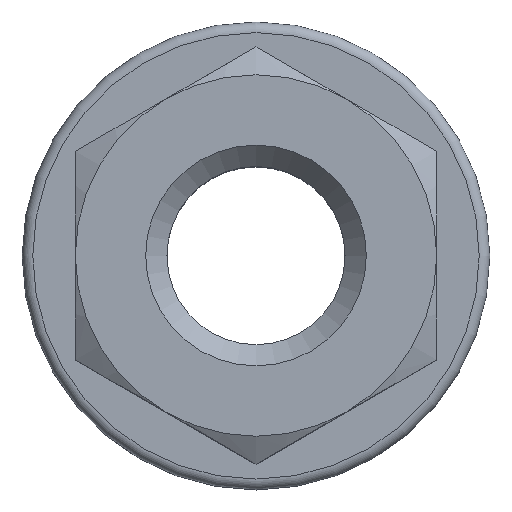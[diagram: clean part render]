
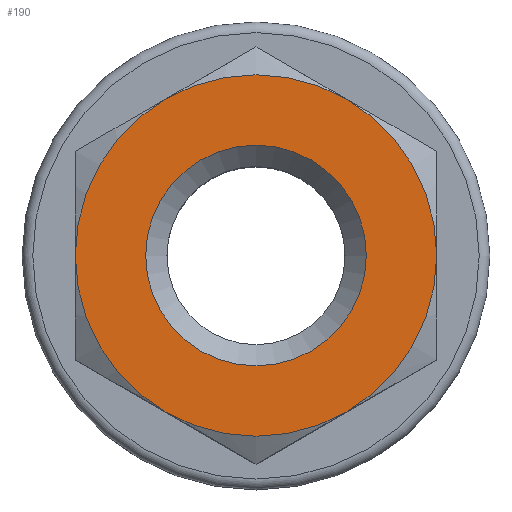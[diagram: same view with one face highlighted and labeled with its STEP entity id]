
A CAD part, top view. The second image highlights one B-rep face of the part: STEP entity #190.
In plain terms, the highlighted planar face has unit normal (0, 0, 1).
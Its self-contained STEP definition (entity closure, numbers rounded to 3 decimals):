
#190 = ADVANCED_FACE( '', ( #253, #254 ), #255, .T. );
#253 = FACE_BOUND( '', #334, .T. );
#254 = FACE_OUTER_BOUND( '', #335, .T. );
#255 = PLANE( '', #336 );
#334 = EDGE_LOOP( '', ( #459 ) );
#335 = EDGE_LOOP( '', ( #460, #461, #462, #463, #464, #465 ) );
#336 = AXIS2_PLACEMENT_3D( '', #466, #467, #468 );
#459 = ORIENTED_EDGE( '', *, *, #582, .T. );
#460 = ORIENTED_EDGE( '', *, *, #583, .T. );
#461 = ORIENTED_EDGE( '', *, *, #571, .T. );
#462 = ORIENTED_EDGE( '', *, *, #584, .T. );
#463 = ORIENTED_EDGE( '', *, *, #585, .T. );
#464 = ORIENTED_EDGE( '', *, *, #586, .T. );
#465 = ORIENTED_EDGE( '', *, *, #587, .T. );
#466 = CARTESIAN_POINT( '', ( 0., -9.815, 13. ) );
#467 = DIRECTION( '', ( 0., 0., 1. ) );
#468 = DIRECTION( '', ( 1., 0., 0. ) );
#571 = EDGE_CURVE( '', #631, #633, #635, .T. );
#582 = EDGE_CURVE( '', #654, #654, #655, .F. );
#583 = EDGE_CURVE( '', #656, #631, #657, .T. );
#584 = EDGE_CURVE( '', #633, #658, #659, .T. );
#585 = EDGE_CURVE( '', #658, #660, #661, .T. );
#586 = EDGE_CURVE( '', #660, #662, #663, .T. );
#587 = EDGE_CURVE( '', #662, #656, #664, .T. );
#631 = VERTEX_POINT( '', #715 );
#633 = VERTEX_POINT( '', #722 );
#635 = CIRCLE( '', #731, 8.5 );
#654 = VERTEX_POINT( '', #767 );
#655 = CIRCLE( '', #768, 5.19 );
#656 = VERTEX_POINT( '', #769 );
#657 = CIRCLE( '', #770, 8.5 );
#658 = VERTEX_POINT( '', #771 );
#659 = CIRCLE( '', #772, 8.5 );
#660 = VERTEX_POINT( '', #773 );
#661 = CIRCLE( '', #774, 8.5 );
#662 = VERTEX_POINT( '', #775 );
#663 = CIRCLE( '', #776, 8.5 );
#664 = CIRCLE( '', #777, 8.5 );
#715 = CARTESIAN_POINT( '', ( 4.25, 7.361, 13. ) );
#722 = CARTESIAN_POINT( '', ( -4.25, 7.361, 13. ) );
#731 = AXIS2_PLACEMENT_3D( '', #891, #892, #893 );
#767 = CARTESIAN_POINT( '', ( 5.19, 0., 13. ) );
#768 = AXIS2_PLACEMENT_3D( '', #908, #909, #910 );
#769 = CARTESIAN_POINT( '', ( 8.5, 0., 13. ) );
#770 = AXIS2_PLACEMENT_3D( '', #911, #912, #913 );
#771 = CARTESIAN_POINT( '', ( -8.5, 0., 13. ) );
#772 = AXIS2_PLACEMENT_3D( '', #914, #915, #916 );
#773 = CARTESIAN_POINT( '', ( -4.25, -7.361, 13. ) );
#774 = AXIS2_PLACEMENT_3D( '', #917, #918, #919 );
#775 = CARTESIAN_POINT( '', ( 4.25, -7.361, 13. ) );
#776 = AXIS2_PLACEMENT_3D( '', #920, #921, #922 );
#777 = AXIS2_PLACEMENT_3D( '', #923, #924, #925 );
#891 = CARTESIAN_POINT( '', ( 0., 0., 13. ) );
#892 = DIRECTION( '', ( 0., 0., 1. ) );
#893 = DIRECTION( '', ( 1., 0., 0. ) );
#908 = CARTESIAN_POINT( '', ( 0., 0., 13. ) );
#909 = DIRECTION( '', ( 0., 0., 1. ) );
#910 = DIRECTION( '', ( 1., 0., 0. ) );
#911 = CARTESIAN_POINT( '', ( 0., 0., 13. ) );
#912 = DIRECTION( '', ( 0., 0., 1. ) );
#913 = DIRECTION( '', ( 1., 0., 0. ) );
#914 = CARTESIAN_POINT( '', ( 0., 0., 13. ) );
#915 = DIRECTION( '', ( 0., 0., 1. ) );
#916 = DIRECTION( '', ( 1., 0., 0. ) );
#917 = CARTESIAN_POINT( '', ( 0., 0., 13. ) );
#918 = DIRECTION( '', ( 0., 0., 1. ) );
#919 = DIRECTION( '', ( 1., 0., 0. ) );
#920 = CARTESIAN_POINT( '', ( 0., 0., 13. ) );
#921 = DIRECTION( '', ( 0., 0., 1. ) );
#922 = DIRECTION( '', ( 1., 0., 0. ) );
#923 = CARTESIAN_POINT( '', ( 0., 0., 13. ) );
#924 = DIRECTION( '', ( 0., 0., 1. ) );
#925 = DIRECTION( '', ( 1., 0., 0. ) );
